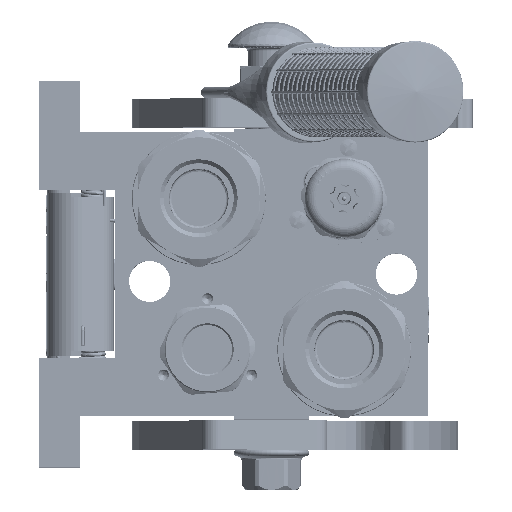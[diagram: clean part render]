
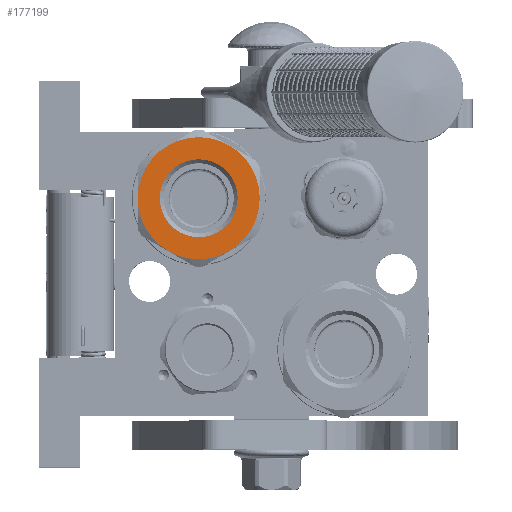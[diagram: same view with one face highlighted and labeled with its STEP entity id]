
A CAD part, top view. The second image highlights one B-rep face of the part: STEP entity #177199.
In plain terms, the highlighted face is planar.
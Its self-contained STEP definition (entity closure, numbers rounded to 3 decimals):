
#2984 = EDGE_CURVE ( 'NONE', #65585, #140711, #228259, .T. ) ;
#3507 = CARTESIAN_POINT ( 'NONE',  ( 100.6, 0., 0. ) ) ;
#13380 = ORIENTED_EDGE ( 'NONE', *, *, #94925, .T. ) ;
#13461 = CARTESIAN_POINT ( 'NONE',  ( 100.6, 0., 0. ) ) ;
#19289 = ORIENTED_EDGE ( 'NONE', *, *, #2984, .T. ) ;
#29000 = ORIENTED_EDGE ( 'NONE', *, *, #183448, .T. ) ;
#29541 = ORIENTED_EDGE ( 'NONE', *, *, #148741, .T. ) ;
#34273 = CARTESIAN_POINT ( 'NONE',  ( 100.6, 0., 21. ) ) ;
#35251 = ORIENTED_EDGE ( 'NONE', *, *, #140117, .T. ) ;
#40038 = CIRCLE ( 'NONE', #43399, 21. ) ;
#43399 = AXIS2_PLACEMENT_3D ( 'NONE', #3507, #206700, #224371 ) ;
#44332 = AXIS2_PLACEMENT_3D ( 'NONE', #62010, #192110, #209787 ) ;
#45448 = EDGE_LOOP ( 'NONE', ( #35251, #19289, #169564, #110830, #144646, #29000, #186263 ) ) ;
#46671 = DIRECTION ( 'NONE',  ( -1., 0., 0. ) ) ;
#49491 = DIRECTION ( 'NONE',  ( 0., 0.5, 0.866 ) ) ;
#50418 = DIRECTION ( 'NONE',  ( -1., 0., 0. ) ) ;
#50805 = DIRECTION ( 'NONE',  ( 1., 0., 0. ) ) ;
#60144 = FACE_BOUND ( 'NONE', #236072, .T. ) ;
#62010 = CARTESIAN_POINT ( 'NONE',  ( 100.6, 0., 0. ) ) ;
#65585 = VERTEX_POINT ( 'NONE', #71169 ) ;
#67084 = VERTEX_POINT ( 'NONE', #34273 ) ;
#71169 = CARTESIAN_POINT ( 'NONE',  ( 100.6, -21., 0. ) ) ;
#73357 = CARTESIAN_POINT ( 'NONE',  ( 100.6, -10.5, -18.187 ) ) ;
#73861 = CARTESIAN_POINT ( 'NONE',  ( 100.6, 0., 0. ) ) ;
#77680 = AXIS2_PLACEMENT_3D ( 'NONE', #105600, #139414, #49491 ) ;
#92852 = CARTESIAN_POINT ( 'NONE',  ( 100.6, 0., 0. ) ) ;
#94925 = EDGE_CURVE ( 'NONE', #125317, #161508, #114026, .T. ) ;
#95224 = DIRECTION ( 'NONE',  ( 0., -0.5, 0.866 ) ) ;
#97139 = EDGE_CURVE ( 'NONE', #67084, #214364, #208382, .T. ) ;
#98573 = AXIS2_PLACEMENT_3D ( 'NONE', #101971, #46671, #175112 ) ;
#101971 = CARTESIAN_POINT ( 'NONE',  ( 100.6, 0., 0. ) ) ;
#105600 = CARTESIAN_POINT ( 'NONE',  ( 100.6, 0., 0. ) ) ;
#107712 = DIRECTION ( 'NONE',  ( 0., 0.5, 0.866 ) ) ;
#108581 = DIRECTION ( 'NONE',  ( -1., 0., 0. ) ) ;
#108919 = FACE_OUTER_BOUND ( 'NONE', #45448, .T. ) ;
#110283 = CIRCLE ( 'NONE', #211081, 21. ) ;
#110727 = DIRECTION ( 'NONE',  ( 0., 1., 0. ) ) ;
#110830 = ORIENTED_EDGE ( 'NONE', *, *, #161013, .F. ) ;
#110960 = CARTESIAN_POINT ( 'NONE',  ( 100.6, 0., 0. ) ) ;
#113310 = VERTEX_POINT ( 'NONE', #206007 ) ;
#114026 = CIRCLE ( 'NONE', #232838, 13.4 ) ;
#119038 = CARTESIAN_POINT ( 'NONE',  ( 100.6, -10.5, 18.187 ) ) ;
#125317 = VERTEX_POINT ( 'NONE', #133403 ) ;
#126332 = CARTESIAN_POINT ( 'NONE',  ( 100.6, 0., 0. ) ) ;
#126992 = CARTESIAN_POINT ( 'NONE',  ( 100.6, 0., 0. ) ) ;
#127954 = DIRECTION ( 'NONE',  ( -1., 0., 0. ) ) ;
#133403 = CARTESIAN_POINT ( 'NONE',  ( 100.6, -13.4, 0. ) ) ;
#133865 = EDGE_CURVE ( 'NONE', #140711, #232737, #40038, .T. ) ;
#136288 = VERTEX_POINT ( 'NONE', #227422 ) ;
#139414 = DIRECTION ( 'NONE',  ( 1., 0., 0. ) ) ;
#140117 = EDGE_CURVE ( 'NONE', #214364, #65585, #231708, .T. ) ;
#140711 = VERTEX_POINT ( 'NONE', #73357 ) ;
#144646 = ORIENTED_EDGE ( 'NONE', *, *, #206446, .F. ) ;
#148741 = EDGE_CURVE ( 'NONE', #161508, #125317, #163882, .T. ) ;
#157381 = PLANE ( 'NONE',  #98573 ) ;
#161013 = EDGE_CURVE ( 'NONE', #113310, #232737, #221890, .T. ) ;
#161508 = VERTEX_POINT ( 'NONE', #189556 ) ;
#163882 = CIRCLE ( 'NONE', #182387, 13.4 ) ;
#166803 = DIRECTION ( 'NONE',  ( 1., 0., 0. ) ) ;
#169564 = ORIENTED_EDGE ( 'NONE', *, *, #133865, .T. ) ;
#175112 = DIRECTION ( 'NONE',  ( 0., 0., 1. ) ) ;
#177199 = ADVANCED_FACE ( 'NONE', ( #108919, #60144 ), #157381, .F. ) ;
#178900 = DIRECTION ( 'NONE',  ( 0., 0.5, 0.866 ) ) ;
#182387 = AXIS2_PLACEMENT_3D ( 'NONE', #110960, #108581, #201807 ) ;
#183448 = EDGE_CURVE ( 'NONE', #136288, #67084, #205417, .T. ) ;
#186263 = ORIENTED_EDGE ( 'NONE', *, *, #97139, .T. ) ;
#187228 = AXIS2_PLACEMENT_3D ( 'NONE', #92852, #166803, #95224 ) ;
#189556 = CARTESIAN_POINT ( 'NONE',  ( 100.6, 13.4, 0. ) ) ;
#190058 = AXIS2_PLACEMENT_3D ( 'NONE', #73861, #201572, #110727 ) ;
#192110 = DIRECTION ( 'NONE',  ( 1., 0., 0. ) ) ;
#201572 = DIRECTION ( 'NONE',  ( -1., 0., 0. ) ) ;
#201807 = DIRECTION ( 'NONE',  ( 0., 1., 0. ) ) ;
#201861 = DIRECTION ( 'NONE',  ( 0., -1., 0. ) ) ;
#205417 = CIRCLE ( 'NONE', #237120, 21. ) ;
#206007 = CARTESIAN_POINT ( 'NONE',  ( 100.6, 21., 0. ) ) ;
#206446 = EDGE_CURVE ( 'NONE', #136288, #113310, #110283, .T. ) ;
#206700 = DIRECTION ( 'NONE',  ( 1., 0., 0. ) ) ;
#208382 = CIRCLE ( 'NONE', #77680, 21. ) ;
#209787 = DIRECTION ( 'NONE',  ( 0., -1., 0. ) ) ;
#210700 = CARTESIAN_POINT ( 'NONE',  ( 100.6, 10.5, -18.187 ) ) ;
#211081 = AXIS2_PLACEMENT_3D ( 'NONE', #13461, #50418, #178900 ) ;
#214364 = VERTEX_POINT ( 'NONE', #119038 ) ;
#221890 = CIRCLE ( 'NONE', #190058, 21. ) ;
#224371 = DIRECTION ( 'NONE',  ( 0., -0.5, -0.866 ) ) ;
#227422 = CARTESIAN_POINT ( 'NONE',  ( 100.6, 10.5, 18.187 ) ) ;
#228259 = CIRCLE ( 'NONE', #44332, 21. ) ;
#231708 = CIRCLE ( 'NONE', #187228, 21. ) ;
#232737 = VERTEX_POINT ( 'NONE', #210700 ) ;
#232838 = AXIS2_PLACEMENT_3D ( 'NONE', #126332, #127954, #201861 ) ;
#236072 = EDGE_LOOP ( 'NONE', ( #13380, #29541 ) ) ;
#237120 = AXIS2_PLACEMENT_3D ( 'NONE', #126992, #50805, #107712 ) ;
